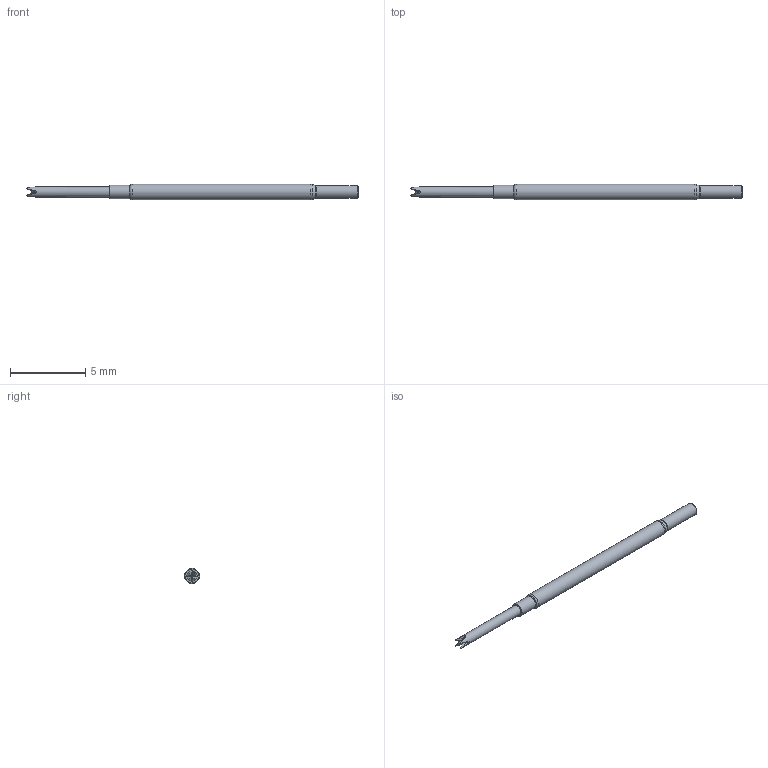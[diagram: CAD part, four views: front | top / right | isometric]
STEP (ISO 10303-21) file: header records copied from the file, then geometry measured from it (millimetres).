
FILE_DESCRIPTION (( 'STEP AP214' ), '1' );
FILE_NAME ('X50-PR16B44H.STEP', '2017-06-07T16:52:15', ( '' ), ( '' ), 'SwSTEP 2.0', 'SolidWorks 2016', '' );
FILE_SCHEMA (( 'AUTOMOTIVE_DESIGN' ));
Length unit declared in the file: inch
Products named in the file (1): X50-PR16B44H
Bounding box: 22.1 x 1.02 x 1.02 mm (x, y, z)
Volume: 14.5 mm3; surface area: 64 mm2
Topology: 1 solids, 1 shells, 49 faces, 111 edges, 65 vertices
Faces by surface type: cylinder 20, cone 19, plane 6, torus 4
Full cylindrical faces by diameter (mm): 0.688 x1, 0.856 x1, 0.894 x1, 1.021 x1
Entity records: 2022 total; most frequent: CARTESIAN_POINT 422, ORIENTED_EDGE 200, DIRECTION 164, EDGE_CURVE 100, AXIS2_PLACEMENT_3D 82, VERTEX_POINT 65, EDGE_LOOP 61, FACE_OUTER_BOUND 57
